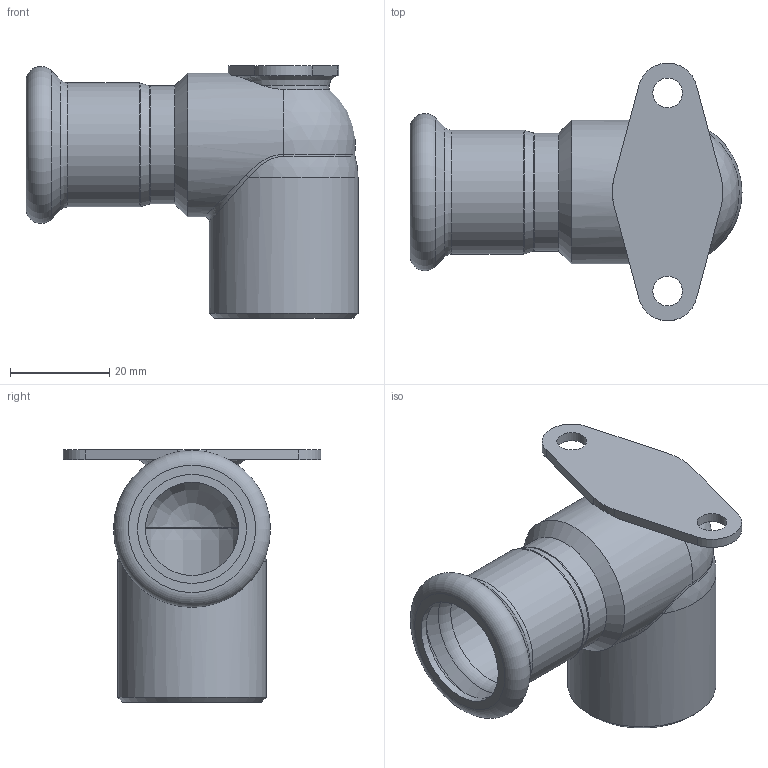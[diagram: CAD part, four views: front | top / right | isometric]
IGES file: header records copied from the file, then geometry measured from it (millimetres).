
Global section: file name: No Iges File Name specified; native system: Autodesk Inventor 2012; preprocessor: AutoDesk Inventor Iges Exporter R2012; author: aporro; date: 20130604.091647; units: millimetre
Bounding box: 67 x 51.95 x 51 mm (x, y, z)
Volume: 21909.1 mm3; surface area: 15960.3 mm2
Topology: 1 solids, 1 shells, 51 faces, 118 edges, 72 vertices
Faces by surface type: revolution 18, plane 12, cylinder 9, cone 4, torus 3, bspline 3, sphere 2
Full cylindrical faces by diameter (mm): 23.8 x1, 25 x1, 29 x1, 30 x1
